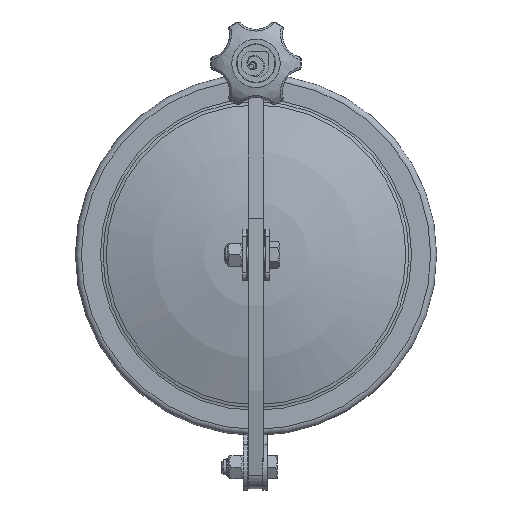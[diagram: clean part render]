
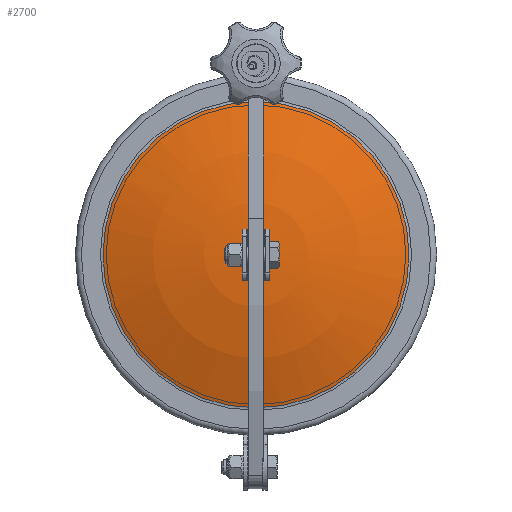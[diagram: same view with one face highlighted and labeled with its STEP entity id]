
A CAD part, top view. The second image highlights one B-rep face of the part: STEP entity #2700.
In plain terms, the highlighted spherical face has radius 298 mm.
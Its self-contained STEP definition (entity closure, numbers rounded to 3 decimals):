
#2700 = ADVANCED_FACE( '', ( #5292, #5293 ), #5294, .T. );
#5292 = FACE_BOUND( '', #12494, .T. );
#5293 = FACE_OUTER_BOUND( '', #12495, .T. );
#5294 = SPHERICAL_SURFACE( '', #12496, 298. );
#12494 = VERTEX_LOOP( '', #19525 );
#12495 = EDGE_LOOP( '', ( #19526 ) );
#12496 = AXIS2_PLACEMENT_3D( '', #19527, #19528, #19529 );
#19525 = VERTEX_POINT( '', #22559 );
#19526 = ORIENTED_EDGE( '', *, *, #21724, .T. );
#19527 = CARTESIAN_POINT( '', ( 0., 0., -272. ) );
#19528 = DIRECTION( '', ( 0., 0., 1. ) );
#19529 = DIRECTION( '', ( 0., -1., 0. ) );
#21724 = EDGE_CURVE( '', #25597, #25597, #25598, .F. );
#22559 = CARTESIAN_POINT( '', ( 0., 0., 26. ) );
#25597 = VERTEX_POINT( '', #32170 );
#25598 = CIRCLE( '', #32171, 101.181 );
#32170 = CARTESIAN_POINT( '', ( -101.181, 0., 8.297 ) );
#32171 = AXIS2_PLACEMENT_3D( '', #37319, #37320, #37321 );
#37319 = CARTESIAN_POINT( '', ( 0., 0., 8.297 ) );
#37320 = DIRECTION( '', ( 0., 0., -1. ) );
#37321 = DIRECTION( '', ( -1., 0., 0. ) );
